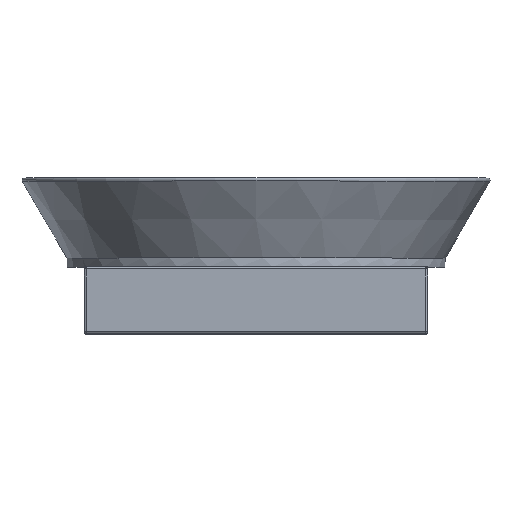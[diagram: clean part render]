
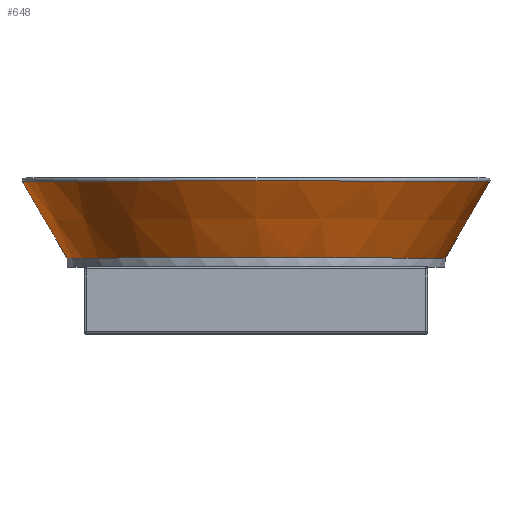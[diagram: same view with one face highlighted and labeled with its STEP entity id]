
A CAD part, top view. The second image highlights one B-rep face of the part: STEP entity #648.
In plain terms, the highlighted conical face has half-angle 30 degrees and reference radius 4.77 mm.
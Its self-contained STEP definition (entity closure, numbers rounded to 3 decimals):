
#25=CONICAL_SURFACE('',#703,4.77,30.);
#161=FACE_BOUND('',#216,.T.);
#166=FACE_OUTER_BOUND('',#215,.T.);
#215=EDGE_LOOP('',(#468,#469));
#216=EDGE_LOOP('',(#470));
#264=CIRCLE('',#702,5.246);
#265=CIRCLE('',#704,4.25);
#266=CIRCLE('',#705,4.25);
#312=VERTEX_POINT('',#1073);
#313=VERTEX_POINT('',#1076);
#314=VERTEX_POINT('',#1077);
#368=EDGE_CURVE('',#312,#312,#264,.T.);
#369=EDGE_CURVE('',#313,#314,#265,.T.);
#370=EDGE_CURVE('',#314,#313,#266,.T.);
#468=ORIENTED_EDGE('',*,*,#369,.T.);
#469=ORIENTED_EDGE('',*,*,#370,.T.);
#470=ORIENTED_EDGE('',*,*,#368,.F.);
#648=ADVANCED_FACE('',(#166,#161),#25,.T.);
#702=AXIS2_PLACEMENT_3D('',#1074,#802,#803);
#703=AXIS2_PLACEMENT_3D('',#1075,#804,#805);
#704=AXIS2_PLACEMENT_3D('',#1078,#806,#807);
#705=AXIS2_PLACEMENT_3D('',#1079,#808,#809);
#802=DIRECTION('center_axis',(0.,1.,0.));
#803=DIRECTION('ref_axis',(-1.,0.,0.));
#804=DIRECTION('center_axis',(0.,1.,0.));
#805=DIRECTION('ref_axis',(1.,0.,0.));
#806=DIRECTION('center_axis',(0.,1.,0.));
#807=DIRECTION('ref_axis',(-0.908,0.,0.418));
#808=DIRECTION('center_axis',(0.,1.,0.));
#809=DIRECTION('ref_axis',(-0.908,0.,0.418));
#1073=CARTESIAN_POINT('',(169.061,142.103,7.15));
#1074=CARTESIAN_POINT('Origin',(163.815,142.103,7.15));
#1075=CARTESIAN_POINT('Origin',(163.815,141.278,7.15));
#1076=CARTESIAN_POINT('',(159.969,140.378,5.342));
#1077=CARTESIAN_POINT('',(167.662,140.378,5.342));
#1078=CARTESIAN_POINT('Origin',(163.815,140.378,7.15));
#1079=CARTESIAN_POINT('Origin',(163.815,140.378,7.15));
